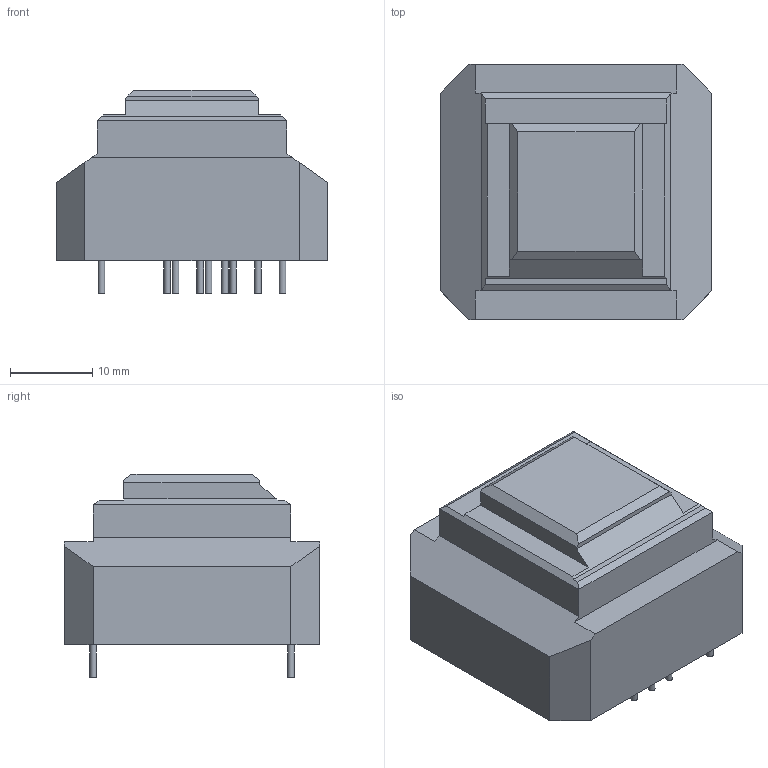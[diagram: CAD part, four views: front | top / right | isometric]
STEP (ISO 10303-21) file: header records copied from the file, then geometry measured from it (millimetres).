
FILE_DESCRIPTION(('FreeCAD Model'),'2;1');
FILE_NAME('EPMXX10SJ.step','2020-11-02T18:09:05',('Author'),(''), 'Open CASCADE STEP processor 7.4','FreeCAD','Unknown');
FILE_SCHEMA(('AUTOMOTIVE_DESIGN { 1 0 10303 214 1 1 1 1 }'));
Length unit declared in the file: millimetre
Products named in the file (3): EPM0510SJ; Body001; PointArray
Assembly tree (2 placements, depth 2):
  EPM0510SJ
    Body001
    PointArray
Bounding box: 33 x 31 x 24.7 mm (x, y, z)
Volume: 15796.9 mm3; surface area: 4057.2 mm2
Topology: 11 solids, 11 shells, 65 faces, 125 edges, 82 vertices
Faces by surface type: plane 55, cylinder 10
Full cylindrical faces by diameter (mm): 0.8 x10
Entity records: 3382 total; most frequent: DIRECTION 531, CARTESIAN_POINT 525, LINE 335, VECTOR 335, ORIENTED_EDGE 250, PCURVE 250, DEFINITIONAL_REPRESENTATION 250, EDGE_CURVE 125
